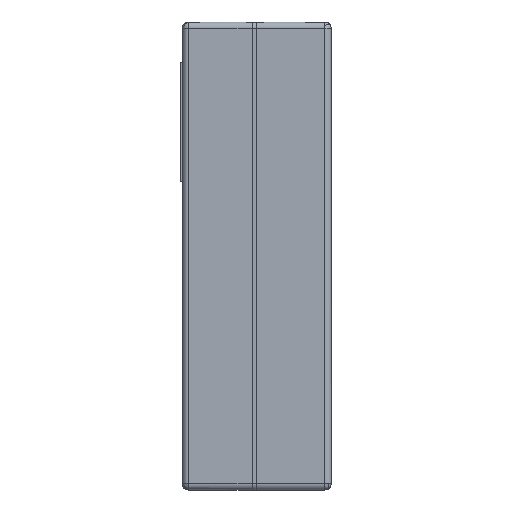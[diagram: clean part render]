
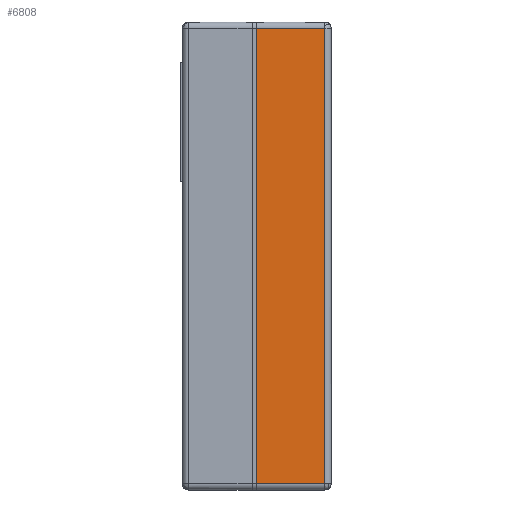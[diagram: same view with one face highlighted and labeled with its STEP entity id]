
A CAD part, left-side view. The second image highlights one B-rep face of the part: STEP entity #6808.
In plain terms, the highlighted planar face has unit normal (-1, 0, 0).
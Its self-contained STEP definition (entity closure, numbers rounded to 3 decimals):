
#6164 = VERTEX_POINT('',#6165);
#6165 = CARTESIAN_POINT('',(-24.,5.85,19.2));
#6441 = EDGE_CURVE('',#6164,#6442,#6444,.T.);
#6442 = VERTEX_POINT('',#6443);
#6443 = CARTESIAN_POINT('',(-24.,5.85,-16.5));
#6444 = LINE('',#6445,#6446);
#6445 = CARTESIAN_POINT('',(-24.,5.85,1.35));
#6446 = VECTOR('',#6447,1.);
#6447 = DIRECTION('',(0.,0.,-1.));
#6483 = EDGE_CURVE('',#6484,#6164,#6486,.T.);
#6484 = VERTEX_POINT('',#6485);
#6485 = CARTESIAN_POINT('',(-24.,0.5,19.2));
#6486 = LINE('',#6487,#6488);
#6487 = CARTESIAN_POINT('',(-24.,0.,19.2));
#6488 = VECTOR('',#6489,1.);
#6489 = DIRECTION('',(0.,1.,0.));
#6808 = ADVANCED_FACE('',(#6809),#6827,.T.);
#6809 = FACE_BOUND('',#6810,.T.);
#6810 = EDGE_LOOP('',(#6811,#6819,#6825,#6826));
#6811 = ORIENTED_EDGE('',*,*,#6812,.T.);
#6812 = EDGE_CURVE('',#6442,#6813,#6815,.T.);
#6813 = VERTEX_POINT('',#6814);
#6814 = CARTESIAN_POINT('',(-24.,0.5,-16.5));
#6815 = LINE('',#6816,#6817);
#6816 = CARTESIAN_POINT('',(-24.,0.,-16.5));
#6817 = VECTOR('',#6818,1.);
#6818 = DIRECTION('',(0.,-1.,0.));
#6819 = ORIENTED_EDGE('',*,*,#6820,.T.);
#6820 = EDGE_CURVE('',#6813,#6484,#6821,.T.);
#6821 = LINE('',#6822,#6823);
#6822 = CARTESIAN_POINT('',(-24.,0.5,-17.));
#6823 = VECTOR('',#6824,1.);
#6824 = DIRECTION('',(0.,0.,1.));
#6825 = ORIENTED_EDGE('',*,*,#6483,.T.);
#6826 = ORIENTED_EDGE('',*,*,#6441,.T.);
#6827 = PLANE('',#6828);
#6828 = AXIS2_PLACEMENT_3D('',#6829,#6830,#6831);
#6829 = CARTESIAN_POINT('',(-24.,0.,-17.));
#6830 = DIRECTION('',(-1.,0.,0.));
#6831 = DIRECTION('',(0.,0.,1.));
